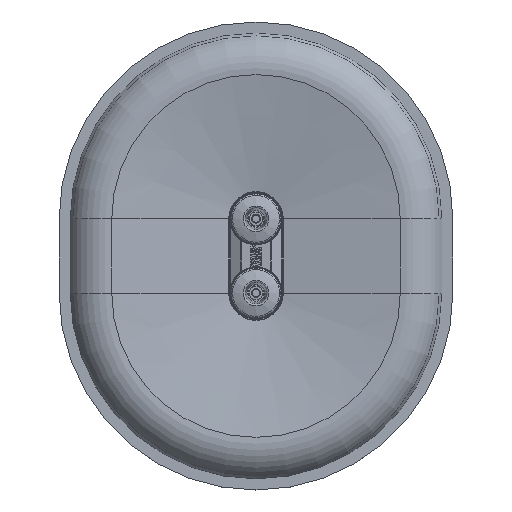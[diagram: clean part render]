
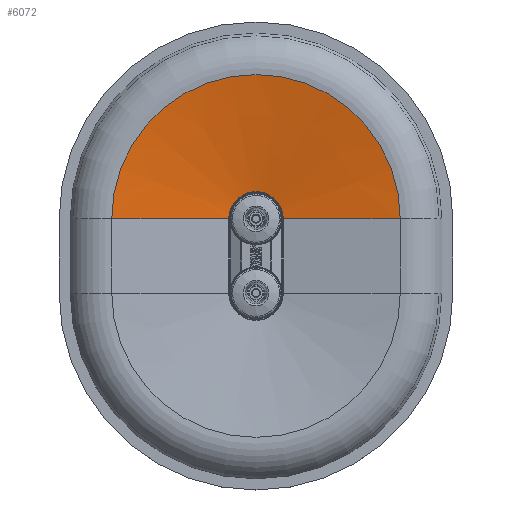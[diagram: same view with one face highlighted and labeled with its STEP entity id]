
A CAD part, top view. The second image highlights one B-rep face of the part: STEP entity #6072.
In plain terms, the highlighted conical face has half-angle 79.896 degrees and reference radius 36.5 mm.
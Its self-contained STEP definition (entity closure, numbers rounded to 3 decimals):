
#2062=CONICAL_SURFACE('',#40694,36.5,79.896);
#3684=CIRCLE('',#40676,194.175);
#3693=CIRCLE('',#40693,36.674);
#6072=ADVANCED_FACE('',(#9217),#2062,.F.);
#9217=FACE_OUTER_BOUND('',#11776,.T.);
#11776=EDGE_LOOP('',(#26352,#26353,#26354,#26355));
#13973=LINE('',#73128,#16165);
#13982=LINE('',#73146,#16174);
#16165=VECTOR('',#50319,1.);
#16174=VECTOR('',#50334,1.);
#26352=ORIENTED_EDGE('',*,*,#35100,.F.);
#26353=ORIENTED_EDGE('',*,*,#35136,.T.);
#26354=ORIENTED_EDGE('',*,*,#35091,.T.);
#26355=ORIENTED_EDGE('',*,*,#35127,.F.);
#29892=VERTEX_POINT('',#73125);
#29893=VERTEX_POINT('',#73129);
#29898=VERTEX_POINT('',#73145);
#29899=VERTEX_POINT('',#73147);
#35091=EDGE_CURVE('',#29893,#29892,#13973,.T.);
#35100=EDGE_CURVE('',#29898,#29899,#13982,.T.);
#35127=EDGE_CURVE('',#29899,#29892,#3684,.T.);
#35136=EDGE_CURVE('',#29898,#29893,#3693,.T.);
#40676=AXIS2_PLACEMENT_3D('',#73202,#50398,#50399);
#40693=AXIS2_PLACEMENT_3D('',#73219,#50432,#50433);
#40694=AXIS2_PLACEMENT_3D('',#73220,#50434,#50435);
#50319=DIRECTION('',(0.984,0.,0.175));
#50334=DIRECTION('',(-0.984,0.,0.175));
#50398=DIRECTION('',(0.,0.,-1.));
#50399=DIRECTION('',(0.,-1.,0.));
#50432=DIRECTION('',(0.,0.,-1.));
#50433=DIRECTION('',(0.,1.,0.));
#50434=DIRECTION('',(0.,0.,1.));
#50435=DIRECTION('',(0.,-1.,0.));
#73125=CARTESIAN_POINT('',(194.175,50.,32.225));
#73128=CARTESIAN_POINT('',(36.5,50.,4.128));
#73129=CARTESIAN_POINT('',(36.674,50.,4.159));
#73145=CARTESIAN_POINT('',(-36.674,50.,4.159));
#73146=CARTESIAN_POINT('',(-36.5,50.,4.128));
#73147=CARTESIAN_POINT('',(-194.175,50.,32.225));
#73202=CARTESIAN_POINT('',(0.,50.,32.225));
#73219=CARTESIAN_POINT('',(0.,50.,4.159));
#73220=CARTESIAN_POINT('',(0.,50.,4.128));
